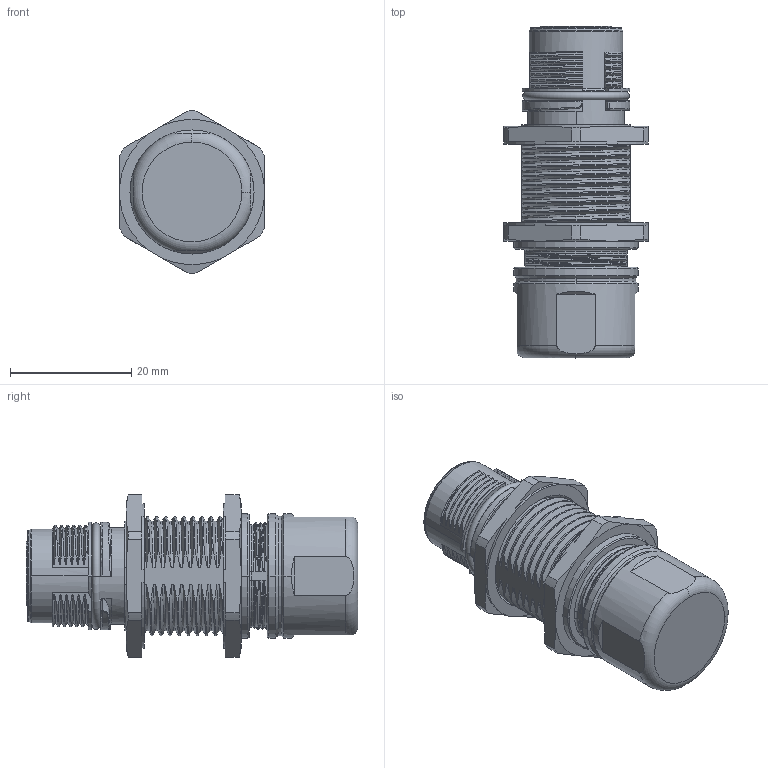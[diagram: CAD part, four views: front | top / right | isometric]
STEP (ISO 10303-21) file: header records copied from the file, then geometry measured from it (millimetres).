
FILE_DESCRIPTION((''),'2;1');
FILE_NAME('M17-XXX-CCT_RA-DXX-SH_SW0001','2023-12-15T',('zh.su'),(''),'PRO/ENGINEER BY PARAMETRIC TECHNOLOGY CORPORATION, 2012480','PRO/ENGINEER BY PARAMETRIC TECHNOLOGY CORPORATION, 2012480','');
FILE_SCHEMA(('CONFIG_CONTROL_DESIGN'));
Length unit declared in the file: millimetre
Products named in the file (1): M17-XXX-CCT_RA-DXX-SH_SW0001
Bounding box: 23.9 x 54.85 x 26.8 mm (x, y, z)
Volume: 14888.4 mm3; surface area: 7645.3 mm2
Topology: 1 solids, 1 shells, 680 faces, 1879 edges, 1206 vertices
Faces by surface type: cylinder 216, bspline 201, plane 172, cone 56, torus 20, sphere 15
Entity records: 33799 total; most frequent: CARTESIAN_POINT 17993, ORIENTED_EDGE 3728, DIRECTION 2637, EDGE_CURVE 1864, VERTEX_POINT 1206, AXIS2_PLACEMENT_3D 947, VECTOR 743, LINE 743
